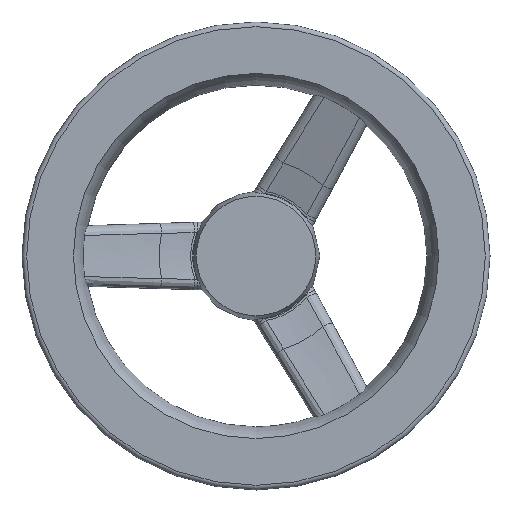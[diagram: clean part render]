
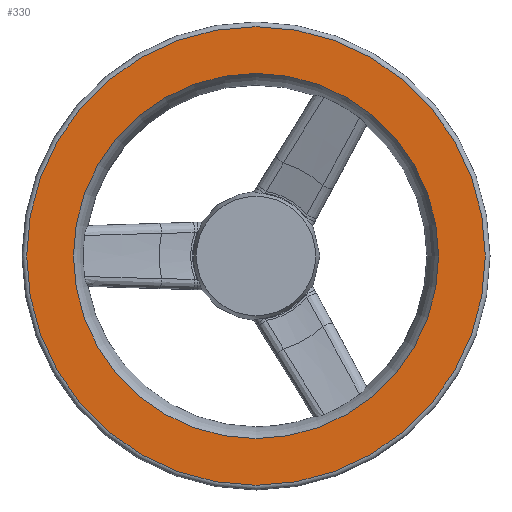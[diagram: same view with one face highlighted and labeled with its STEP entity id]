
A CAD part, left-side view. The second image highlights one B-rep face of the part: STEP entity #330.
In plain terms, the highlighted planar face has unit normal (-1, 0, 0).
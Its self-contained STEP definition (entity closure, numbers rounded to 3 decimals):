
#172=PLANE('',#1655);
#235=FACE_OUTER_BOUND('',#599,.T.);
#330=ADVANCED_FACE('',(#235,#573),#172,.F.);
#573=FACE_BOUND('',#600,.T.);
#599=EDGE_LOOP('',(#771));
#600=EDGE_LOOP('',(#772));
#771=ORIENTED_EDGE('',*,*,#1373,.T.);
#772=ORIENTED_EDGE('',*,*,#1308,.T.);
#1165=VERTEX_POINT('',#2073);
#1224=VERTEX_POINT('',#2525);
#1308=EDGE_CURVE('',#1165,#1165,#1541,.T.);
#1373=EDGE_CURVE('',#1224,#1224,#1564,.T.);
#1541=CIRCLE('',#1625,78.012);
#1564=CIRCLE('',#1654,98.);
#1625=AXIS2_PLACEMENT_3D('',#2072,#1767,#1768);
#1654=AXIS2_PLACEMENT_3D('',#2524,#1825,#1826);
#1655=AXIS2_PLACEMENT_3D('',#2526,#1827,#1828);
#1767=DIRECTION('',(1.,0.,0.));
#1768=DIRECTION('',(0.,0.,-1.));
#1825=DIRECTION('',(-1.,0.,0.));
#1826=DIRECTION('',(0.,0.,-1.));
#1827=DIRECTION('',(1.,0.,0.));
#1828=DIRECTION('',(0.,0.,-1.));
#2072=CARTESIAN_POINT('',(352.75,378.75,0.));
#2073=CARTESIAN_POINT('',(352.75,378.75,-78.012));
#2524=CARTESIAN_POINT('',(352.75,378.75,0.));
#2525=CARTESIAN_POINT('',(352.75,378.75,-98.));
#2526=CARTESIAN_POINT('',(352.75,300.738,0.));
